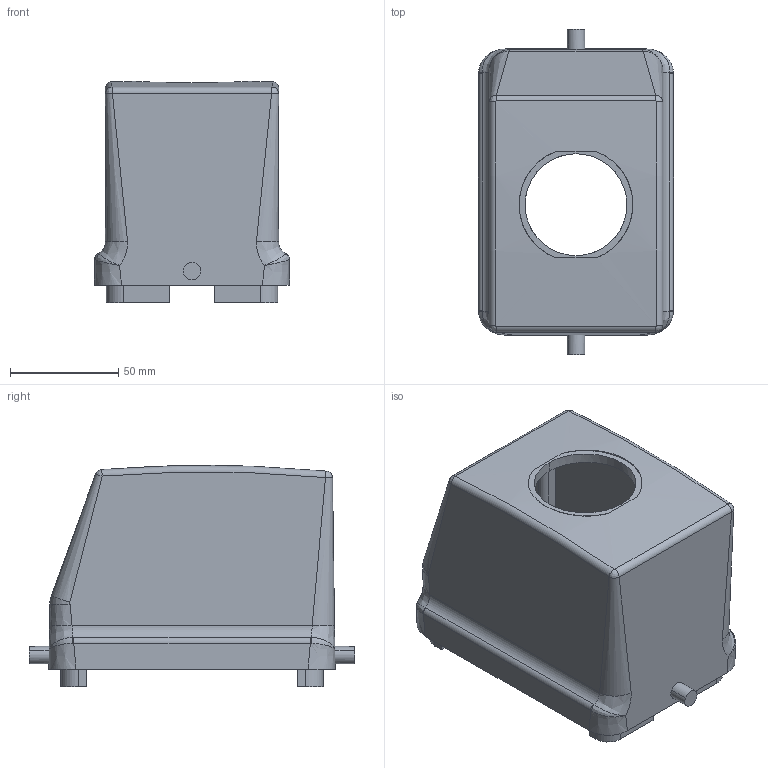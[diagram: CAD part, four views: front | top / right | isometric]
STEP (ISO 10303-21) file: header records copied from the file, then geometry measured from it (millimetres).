
FILE_DESCRIPTION(('CATIA V5 STEP Exchange','CAx-IF Rec.Pracs.--- Model Styling and Organization---1.4--- 2014-01-23'),'2;1');
FILE_NAME ('018131-2_2', '2019-07-25T14:06:42+00:00', ('none'), ('Weidmueller'), 'CATIA Version 5-6 Release 2016 SP3 HF44', 'CATIA V5 STEP AP214', 'none');
FILE_SCHEMA(('AUTOMOTIVE_DESIGN { 1 0 10303 214 1 1 1 1 }'));
Length unit declared in the file: millimetre
Products named in the file (1): 1651000000
Bounding box: 90 x 150 x 102 mm (x, y, z)
Volume: 255473.7 mm3; surface area: 100625.6 mm2
Topology: 1 solids, 5 shells, 191 faces, 489 edges, 316 vertices
Faces by surface type: plane 110, cylinder 51, bspline 28, torus 2
Entity records: 8272 total; most frequent: CARTESIAN_POINT 4107, ORIENTED_EDGE 970, DIRECTION 622, EDGE_CURVE 485, VERTEX_POINT 316, VECTOR 307, LINE 307, EDGE_LOOP 205
